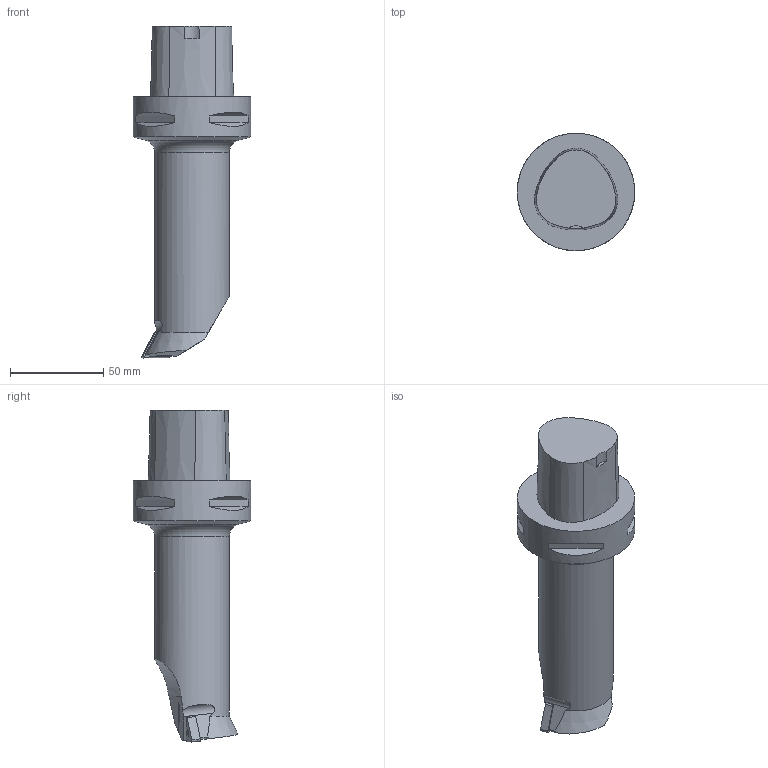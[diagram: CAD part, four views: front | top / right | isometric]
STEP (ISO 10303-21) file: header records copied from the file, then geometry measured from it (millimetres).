
FILE_DESCRIPTION(/* description */ (''),/* implementation_level */ '2;1');
FILE_NAME(/* name */ '1559889766082.stp',/* time_stamp */ '2019-06-07T12:12:57+06:00',/* author */ (''),/* organization */ ('SMS'),/* preprocessor_version */ 'ST-DEVELOPER v15',/* originating_system */ 'SIEMENS PLM Software NX 8.5',/* authorisation */ '');
FILE_SCHEMA (('AUTOMOTIVE_DESIGN { 1 0 10303 214 3 1 1 1 }'));
Length unit declared in the file: millimetre
Products named in the file (4): ASSEMBLY_CONSTRUCTION; IsoTurningInsert; 201763917mod000_00; 201763911mod000_00
Assembly tree (3 placements, depth 2):
  201763911mod000_00
    201763917mod000_00
    IsoTurningInsert
    ASSEMBLY_CONSTRUCTION
Bounding box: 63 x 63 x 178 mm (x, y, z)
Volume: 253589.4 mm3; surface area: 29414.4 mm2
Topology: 2 solids, 2 shells, 60 faces, 144 edges, 102 vertices
Faces by surface type: plane 36, cylinder 14, cone 9, torus 1
Full cylindrical faces by diameter (mm): 3.81 x2, 40 x1, 63 x1
Entity records: 1966 total; most frequent: CARTESIAN_POINT 394, DIRECTION 323, ORIENTED_EDGE 268, EDGE_CURVE 134, AXIS2_PLACEMENT_3D 128, VERTEX_POINT 92, EDGE_LOOP 76, LINE 67
